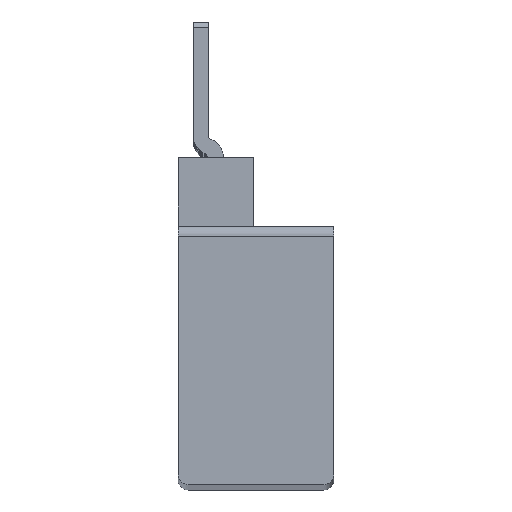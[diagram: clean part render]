
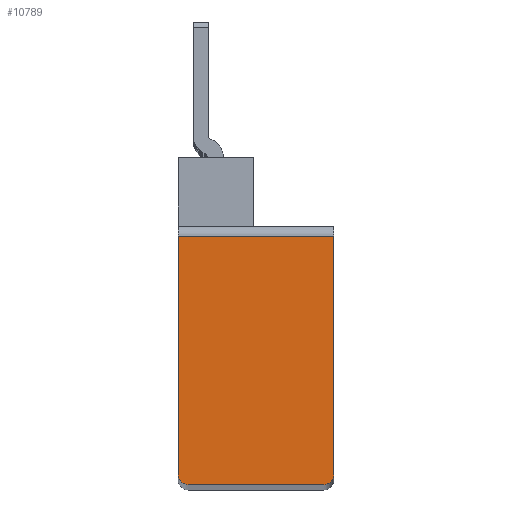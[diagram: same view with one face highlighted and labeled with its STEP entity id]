
A CAD part, top view. The second image highlights one B-rep face of the part: STEP entity #10789.
In plain terms, the highlighted planar face has unit normal (0, 0, 1).
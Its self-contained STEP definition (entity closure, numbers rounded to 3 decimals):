
#311=CIRCLE('',#11390,1.);
#313=CIRCLE('',#11394,1.);
#1622=ORIENTED_EDGE('',*,*,#3682,.F.);
#1623=ORIENTED_EDGE('',*,*,#2666,.T.);
#1624=ORIENTED_EDGE('',*,*,#3586,.T.);
#1625=ORIENTED_EDGE('',*,*,#3589,.T.);
#1626=ORIENTED_EDGE('',*,*,#3592,.T.);
#1627=ORIENTED_EDGE('',*,*,#3594,.T.);
#2666=EDGE_CURVE('',#3824,#3825,#4584,.T.);
#3586=EDGE_CURVE('',#3825,#4509,#311,.T.);
#3589=EDGE_CURVE('',#4509,#4511,#5325,.T.);
#3592=EDGE_CURVE('',#4511,#4513,#313,.T.);
#3594=EDGE_CURVE('',#4513,#4514,#5327,.T.);
#3682=EDGE_CURVE('',#3824,#4514,#5380,.F.);
#3824=VERTEX_POINT('',#13848);
#3825=VERTEX_POINT('',#13849);
#4509=VERTEX_POINT('',#15669);
#4511=VERTEX_POINT('',#15675);
#4513=VERTEX_POINT('',#15681);
#4514=VERTEX_POINT('',#15685);
#4584=LINE('',#13847,#5522);
#5325=LINE('',#15676,#6263);
#5327=LINE('',#15686,#6265);
#5380=LINE('',#15844,#6318);
#5522=VECTOR('',#11633,1000.);
#6263=VECTOR('',#13174,1000.);
#6265=VECTOR('',#13186,1000.);
#6318=VECTOR('',#13311,1000.);
#6699=EDGE_LOOP('',(#1622,#1623,#1624,#1625,#1626,#1627));
#7135=FACE_BOUND('',#6699,.T.);
#7479=PLANE('',#11432);
#10789=ADVANCED_FACE('',(#7135),#7479,.T.);
#11390=AXIS2_PLACEMENT_3D('',#15670,#13168,#13169);
#11394=AXIS2_PLACEMENT_3D('',#15682,#13180,#13181);
#11432=AXIS2_PLACEMENT_3D('',#15843,#13309,#13310);
#11633=DIRECTION('',(0.,-1.,0.));
#13168=DIRECTION('',(0.,0.,1.));
#13169=DIRECTION('',(1.,0.,0.));
#13174=DIRECTION('',(1.,0.,0.));
#13180=DIRECTION('',(0.,0.,1.));
#13181=DIRECTION('',(1.,0.,0.));
#13186=DIRECTION('',(0.,1.,0.));
#13309=DIRECTION('',(0.,0.,1.));
#13310=DIRECTION('',(1.,0.,0.));
#13311=DIRECTION('',(-1.,0.,0.));
#13847=CARTESIAN_POINT('',(-7.75,6.8,155.1));
#13848=CARTESIAN_POINT('',(-7.75,-1.,155.1));
#13849=CARTESIAN_POINT('',(-7.75,-24.7,155.1));
#15669=CARTESIAN_POINT('',(-6.75,-25.7,155.1));
#15670=CARTESIAN_POINT('',(-6.75,-24.7,155.1));
#15675=CARTESIAN_POINT('',(6.75,-25.7,155.1));
#15676=CARTESIAN_POINT('',(-6.75,-25.7,155.1));
#15681=CARTESIAN_POINT('',(7.75,-24.7,155.1));
#15682=CARTESIAN_POINT('',(6.75,-24.7,155.1));
#15685=CARTESIAN_POINT('',(7.75,-1.,155.1));
#15686=CARTESIAN_POINT('',(7.75,-24.7,155.1));
#15843=CARTESIAN_POINT('',(-6.75,-24.7,155.1));
#15844=CARTESIAN_POINT('',(20.,-1.,155.1));
